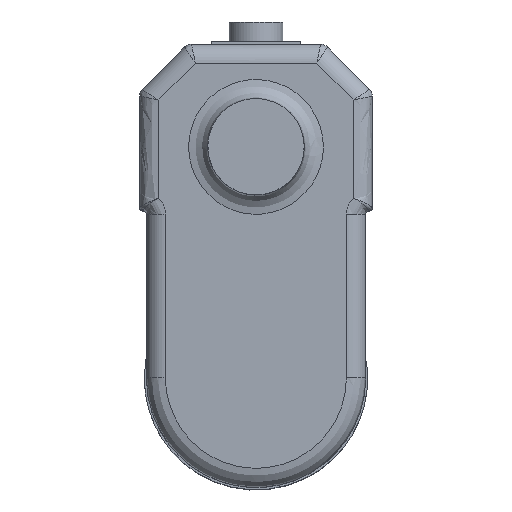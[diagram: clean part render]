
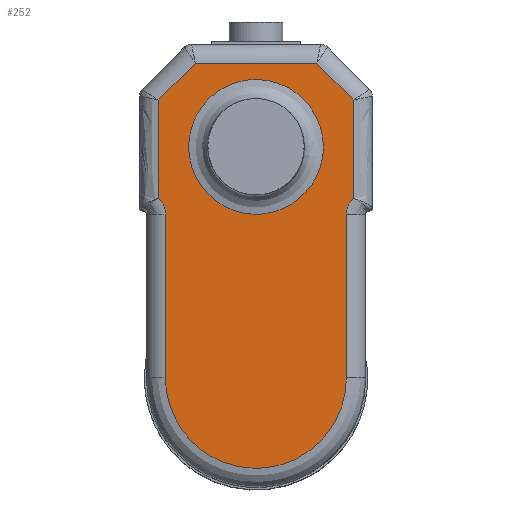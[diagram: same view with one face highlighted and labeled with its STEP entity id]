
A CAD part, top view. The second image highlights one B-rep face of the part: STEP entity #252.
In plain terms, the highlighted free-form (B-spline) face has degree [1, 1] with [2, 2] control points.
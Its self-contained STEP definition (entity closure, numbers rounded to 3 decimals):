
#144 = VERTEX_POINT('',#145);
#145 = CARTESIAN_POINT('',(12.473,42.774,0.));
#151 = EDGE_CURVE('',#144,#144,#152,.T.);
#152 = ( BOUNDED_CURVE() B_SPLINE_CURVE(2,(#153,#154,#155,#156,#157,#158
,#159),.UNSPECIFIED.,.T.,.F.) B_SPLINE_CURVE_WITH_KNOTS((3,2,2,3),(
    3.142,5.236,7.33,9.425),
.PIECEWISE_BEZIER_KNOTS.) CURVE() GEOMETRIC_REPRESENTATION_ITEM() 
RATIONAL_B_SPLINE_CURVE((1.,0.5,1.,0.5,1.,0.5,1.)) REPRESENTATION_ITEM(
  '') );
#153 = CARTESIAN_POINT('',(12.473,42.774,0.));
#154 = CARTESIAN_POINT('',(12.473,64.378,0.));
#155 = CARTESIAN_POINT('',(-6.236,53.576,0.));
#156 = CARTESIAN_POINT('',(-24.946,42.774,0.));
#157 = CARTESIAN_POINT('',(-6.236,31.973,0.));
#158 = CARTESIAN_POINT('',(12.473,21.171,0.));
#159 = CARTESIAN_POINT('',(12.473,42.774,0.));
#252 = ADVANCED_FACE('',(#253,#330),#333,.T.);
#253 = FACE_BOUND('',#254,.T.);
#254 = EDGE_LOOP('',(#255,#265,#272,#282,#289,#297,#304,#311,#318,#325)
  );
#255 = ORIENTED_EDGE('',*,*,#256,.F.);
#256 = EDGE_CURVE('',#257,#259,#261,.T.);
#257 = VERTEX_POINT('',#258);
#258 = CARTESIAN_POINT('',(-16.749,30.259,0.));
#259 = VERTEX_POINT('',#260);
#260 = CARTESIAN_POINT('',(-18.027,33.272,0.));
#261 = ( BOUNDED_CURVE() B_SPLINE_CURVE(2,(#262,#263,#264),
.UNSPECIFIED.,.F.,.F.) B_SPLINE_CURVE_WITH_KNOTS((3,3),(5.498,
6.3),.PIECEWISE_BEZIER_KNOTS.) CURVE() 
GEOMETRIC_REPRESENTATION_ITEM() RATIONAL_B_SPLINE_CURVE((1.,
0.921,1.)) REPRESENTATION_ITEM('') );
#262 = CARTESIAN_POINT('',(-16.749,30.259,0.));
#263 = CARTESIAN_POINT('',(-16.749,32.037,0.));
#264 = CARTESIAN_POINT('',(-18.027,33.272,0.));
#265 = ORIENTED_EDGE('',*,*,#266,.F.);
#266 = EDGE_CURVE('',#267,#257,#269,.T.);
#267 = VERTEX_POINT('',#268);
#268 = CARTESIAN_POINT('',(-16.749,0.,0.));
#269 = B_SPLINE_CURVE_WITH_KNOTS('',1,(#270,#271),.UNSPECIFIED.,.F.,.F.,
  (2,2),(-24.979,2.072),.PIECEWISE_BEZIER_KNOTS.);
#270 = CARTESIAN_POINT('',(-16.749,0.,0.));
#271 = CARTESIAN_POINT('',(-16.749,30.259,0.));
#272 = ORIENTED_EDGE('',*,*,#273,.F.);
#273 = EDGE_CURVE('',#274,#267,#276,.T.);
#274 = VERTEX_POINT('',#275);
#275 = CARTESIAN_POINT('',(16.749,0.,0.));
#276 = ( BOUNDED_CURVE() B_SPLINE_CURVE(2,(#277,#278,#279,#280,#281),
.UNSPECIFIED.,.F.,.F.) B_SPLINE_CURVE_WITH_KNOTS((3,2,3),(4.712
,6.283,7.854),.PIECEWISE_BEZIER_KNOTS.) CURVE() 
GEOMETRIC_REPRESENTATION_ITEM() RATIONAL_B_SPLINE_CURVE((1.,
0.707,1.,0.707,1.)) REPRESENTATION_ITEM('') );
#277 = CARTESIAN_POINT('',(16.749,0.,0.));
#278 = CARTESIAN_POINT('',(16.749,-16.749,0.));
#279 = CARTESIAN_POINT('',(0.,-16.749,0.));
#280 = CARTESIAN_POINT('',(-16.749,-16.749,0.));
#281 = CARTESIAN_POINT('',(-16.749,0.,0.));
#282 = ORIENTED_EDGE('',*,*,#283,.F.);
#283 = EDGE_CURVE('',#284,#274,#286,.T.);
#284 = VERTEX_POINT('',#285);
#285 = CARTESIAN_POINT('',(16.749,30.259,0.));
#286 = B_SPLINE_CURVE_WITH_KNOTS('',1,(#287,#288),.UNSPECIFIED.,.F.,.F.,
  (2,2),(-15.883,11.168),.PIECEWISE_BEZIER_KNOTS.);
#287 = CARTESIAN_POINT('',(16.749,30.259,0.));
#288 = CARTESIAN_POINT('',(16.749,0.,0.));
#289 = ORIENTED_EDGE('',*,*,#290,.F.);
#290 = EDGE_CURVE('',#291,#284,#293,.T.);
#291 = VERTEX_POINT('',#292);
#292 = CARTESIAN_POINT('',(18.027,33.272,0.));
#293 = ( BOUNDED_CURVE() B_SPLINE_CURVE(2,(#294,#295,#296),
.UNSPECIFIED.,.F.,.F.) B_SPLINE_CURVE_WITH_KNOTS((3,3),(6.266,
7.069),.PIECEWISE_BEZIER_KNOTS.) CURVE() 
GEOMETRIC_REPRESENTATION_ITEM() RATIONAL_B_SPLINE_CURVE((1.,
0.921,1.)) REPRESENTATION_ITEM('') );
#294 = CARTESIAN_POINT('',(18.027,33.272,0.));
#295 = CARTESIAN_POINT('',(16.749,32.037,0.));
#296 = CARTESIAN_POINT('',(16.749,30.259,0.));
#297 = ORIENTED_EDGE('',*,*,#298,.F.);
#298 = EDGE_CURVE('',#299,#291,#301,.T.);
#299 = VERTEX_POINT('',#300);
#300 = CARTESIAN_POINT('',(18.027,51.461,0.));
#301 = B_SPLINE_CURVE_WITH_KNOTS('',1,(#302,#303),.UNSPECIFIED.,.F.,.F.,
  (2,2),(-21.026,-4.766),.PIECEWISE_BEZIER_KNOTS.);
#302 = CARTESIAN_POINT('',(18.027,51.461,0.));
#303 = CARTESIAN_POINT('',(18.027,33.272,0.));
#304 = ORIENTED_EDGE('',*,*,#305,.F.);
#305 = EDGE_CURVE('',#306,#299,#308,.T.);
#306 = VERTEX_POINT('',#307);
#307 = CARTESIAN_POINT('',(11.229,58.259,0.));
#308 = B_SPLINE_CURVE_WITH_KNOTS('',1,(#309,#310),.UNSPECIFIED.,.F.,.F.,
  (2,2),(-9.117,-0.522),.PIECEWISE_BEZIER_KNOTS.);
#309 = CARTESIAN_POINT('',(11.229,58.259,0.));
#310 = CARTESIAN_POINT('',(18.027,51.461,0.));
#311 = ORIENTED_EDGE('',*,*,#312,.F.);
#312 = EDGE_CURVE('',#313,#306,#315,.T.);
#313 = VERTEX_POINT('',#314);
#314 = CARTESIAN_POINT('',(-11.229,58.259,0.));
#315 = B_SPLINE_CURVE_WITH_KNOTS('',1,(#316,#317),.UNSPECIFIED.,.F.,.F.,
  (2,2),(-19.684,0.393),.PIECEWISE_BEZIER_KNOTS.);
#316 = CARTESIAN_POINT('',(-11.229,58.259,0.));
#317 = CARTESIAN_POINT('',(11.229,58.259,0.));
#318 = ORIENTED_EDGE('',*,*,#319,.F.);
#319 = EDGE_CURVE('',#320,#313,#322,.T.);
#320 = VERTEX_POINT('',#321);
#321 = CARTESIAN_POINT('',(-18.027,51.461,
    0.));
#322 = B_SPLINE_CURVE_WITH_KNOTS('',1,(#323,#324),.UNSPECIFIED.,.F.,.F.,
  (2,2),(0.522,9.117),.PIECEWISE_BEZIER_KNOTS.);
#323 = CARTESIAN_POINT('',(-18.027,51.461,0.));
#324 = CARTESIAN_POINT('',(-11.229,58.259,0.));
#325 = ORIENTED_EDGE('',*,*,#326,.F.);
#326 = EDGE_CURVE('',#259,#320,#327,.T.);
#327 = B_SPLINE_CURVE_WITH_KNOTS('',1,(#328,#329),.UNSPECIFIED.,.F.,.F.,
  (2,2),(-9.051,7.209),.PIECEWISE_BEZIER_KNOTS.);
#328 = CARTESIAN_POINT('',(-18.027,33.272,0.));
#329 = CARTESIAN_POINT('',(-18.027,51.461,0.));
#330 = FACE_BOUND('',#331,.T.);
#331 = EDGE_LOOP('',(#332));
#332 = ORIENTED_EDGE('',*,*,#151,.F.);
#333 = B_SPLINE_SURFACE_WITH_KNOTS('',1,1,(
    (#334,#335)
    ,(#336,#337
    )),.UNSPECIFIED.,.F.,.F.,.F.,(2,2),(2,2),(-16.116,16.116),(
    -37.309,29.747),.PIECEWISE_BEZIER_KNOTS.);
#334 = CARTESIAN_POINT('',(-18.027,-16.749,0.));
#335 = CARTESIAN_POINT('',(-18.027,58.259,0.));
#336 = CARTESIAN_POINT('',(18.027,-16.749,0.));
#337 = CARTESIAN_POINT('',(18.027,58.259,0.));
